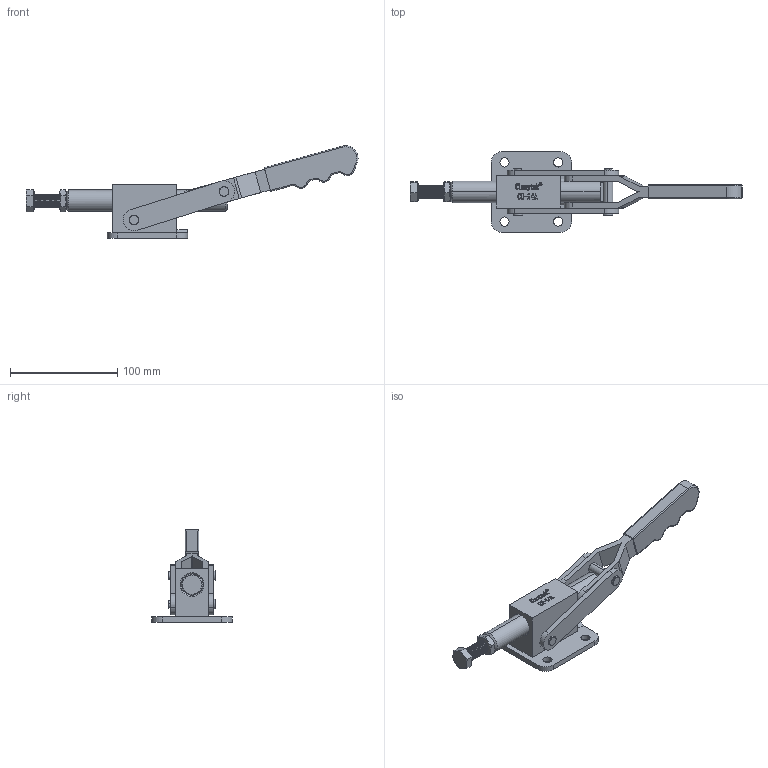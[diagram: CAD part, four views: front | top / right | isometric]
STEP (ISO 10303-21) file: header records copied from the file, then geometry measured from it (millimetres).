
FILE_DESCRIPTION (( 'STEP AP203' ), '1' );
FILE_NAME ('CH-14A.STEP', '2019-03-07T05:42:43', ( 'User' ), ( 'china' ), 'SwSTEP 2.0', 'SolidWorks 2018', '' );
FILE_SCHEMA (( 'CONFIG_CONTROL_DESIGN' ));
Length unit declared in the file: millimetre
Products named in the file (11): 忒梟; 菁啣; 种; 菁釱; CH-14A; 路杶; 階粣; hex thin nuts-grades ab-chamfered gb_GB_FASTENER_NUT_STNAB M12-N; hex head bolts-full thread grade c gb_GB_FASTENER_BOLT_HHBFTC M12X50-S; 蟀裝; 穩隊
Assembly tree (13 placements, depth 2):
  CH-14A
    菁啣
    菁釱
    路杶  x2
    階粣
    hex thin nuts-grades ab-chamfered gb_GB_FASTENER_NUT_STNAB M12-N
    hex head bolts-full thread grade c gb_GB_FASTENER_BOLT_HHBFTC M12X50-S
    蟀裝  x2
    穩隊  x2
    忒梟
    种
Bounding box: 309.17 x 75 x 86.19 mm (x, y, z)
Volume: 204104.5 mm3; surface area: 77004.3 mm2
Topology: 14 solids, 14 shells, 785 faces, 1847 edges, 1117 vertices
Faces by surface type: plane 259, cone 231, cylinder 187, bspline 88, torus 20
Entity records: 30795 total; most frequent: CARTESIAN_POINT 12601, ORIENTED_EDGE 3548, DIRECTION 3416, EDGE_CURVE 1774, AXIS2_PLACEMENT_3D 1186, VERTEX_POINT 1073, VECTOR 1044, LINE 1044
